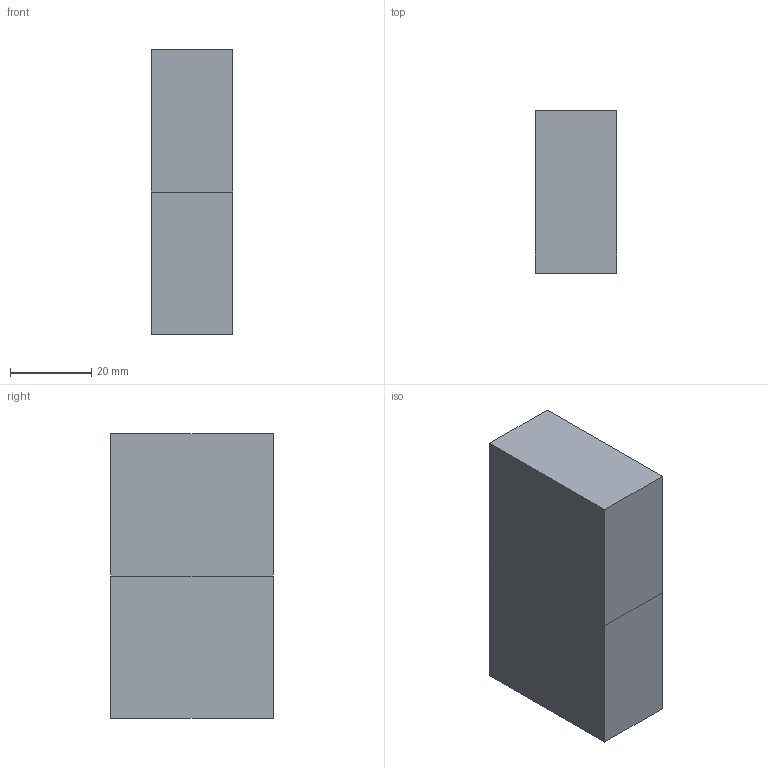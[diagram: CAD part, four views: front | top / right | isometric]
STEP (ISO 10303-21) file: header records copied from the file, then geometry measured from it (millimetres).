
FILE_DESCRIPTION(('STEP AP214'),'1');
FILE_NAME('Antenna Geometry.step','2025-09-26T16:30:42',(' '),('ANSOFT Corporation'),'Spatial InterOp 3D',' ',' ');
FILE_SCHEMA(('AUTOMOTIVE_DESIGN { 1 0 10303 214 1 1 1 1 }'));
Length unit declared in the file: millimetre
Products named in the file (1): monopole
Bounding box: 20 x 40 x 70 mm (x, y, z)
Volume: 56000.3 mm3; surface area: 10808.7 mm2
Topology: 2 solids, 4 shells, 12 faces, 26 edges, 20 vertices
Faces by surface type: plane 10, cylinder 2
Entity records: 394 total; most frequent: CARTESIAN_POINT 62, DIRECTION 62, ORIENTED_EDGE 44, EDGE_CURVE 26, LINE 22, VECTOR 22, AXIS2_PLACEMENT_3D 20, VERTEX_POINT 20
